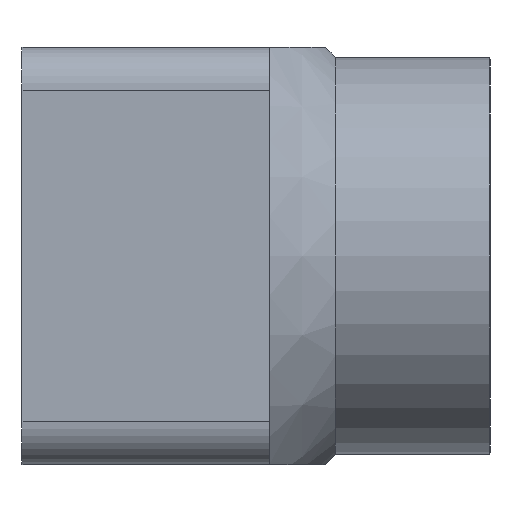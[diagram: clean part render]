
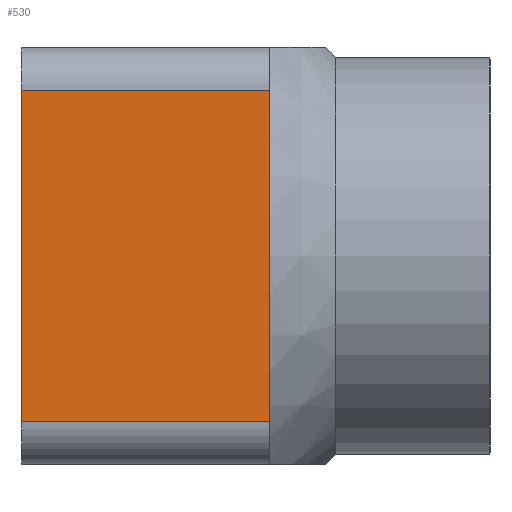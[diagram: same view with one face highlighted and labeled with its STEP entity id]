
A CAD part, left-side view. The second image highlights one B-rep face of the part: STEP entity #530.
In plain terms, the highlighted planar face has unit normal (-1, 0, 0).
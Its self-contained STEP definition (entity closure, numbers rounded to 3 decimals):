
#50=LINE('',#851,#102);
#51=LINE('',#855,#103);
#52=LINE('',#857,#104);
#53=LINE('',#858,#105);
#102=VECTOR('',#678,10.);
#103=VECTOR('',#683,10.);
#104=VECTOR('',#684,10.);
#105=VECTOR('',#685,10.);
#147=FACE_OUTER_BOUND('',#181,.T.);
#181=EDGE_LOOP('',(#391,#392,#393,#394));
#249=VERTEX_POINT('',#848);
#250=VERTEX_POINT('',#850);
#251=VERTEX_POINT('',#854);
#252=VERTEX_POINT('',#856);
#305=EDGE_CURVE('',#250,#249,#50,.T.);
#307=EDGE_CURVE('',#249,#251,#51,.T.);
#308=EDGE_CURVE('',#252,#251,#52,.T.);
#309=EDGE_CURVE('',#252,#250,#53,.T.);
#391=ORIENTED_EDGE('',*,*,#307,.T.);
#392=ORIENTED_EDGE('',*,*,#308,.F.);
#393=ORIENTED_EDGE('',*,*,#309,.T.);
#394=ORIENTED_EDGE('',*,*,#305,.T.);
#505=PLANE('',#588);
#530=ADVANCED_FACE('',(#147),#505,.T.);
#588=AXIS2_PLACEMENT_3D('',#853,#681,#682);
#678=DIRECTION('',(0.,-1.,0.));
#681=DIRECTION('center_axis',(-1.,0.,0.));
#682=DIRECTION('ref_axis',(0.,0.,-1.));
#683=DIRECTION('',(0.,0.,1.));
#684=DIRECTION('',(0.,-1.,0.));
#685=DIRECTION('',(0.,0.,-1.));
#848=CARTESIAN_POINT('',(-99.623,-3.,0.304));
#850=CARTESIAN_POINT('',(-99.623,8.2,0.304));
#851=CARTESIAN_POINT('',(-99.623,8.2,0.304));
#853=CARTESIAN_POINT('Origin',(-99.623,8.2,15.304));
#854=CARTESIAN_POINT('',(-99.623,-3.,15.304));
#855=CARTESIAN_POINT('',(-99.623,-3.,11.554));
#856=CARTESIAN_POINT('',(-99.623,8.2,15.304));
#857=CARTESIAN_POINT('',(-99.623,8.2,15.304));
#858=CARTESIAN_POINT('',(-99.623,8.2,15.304));
